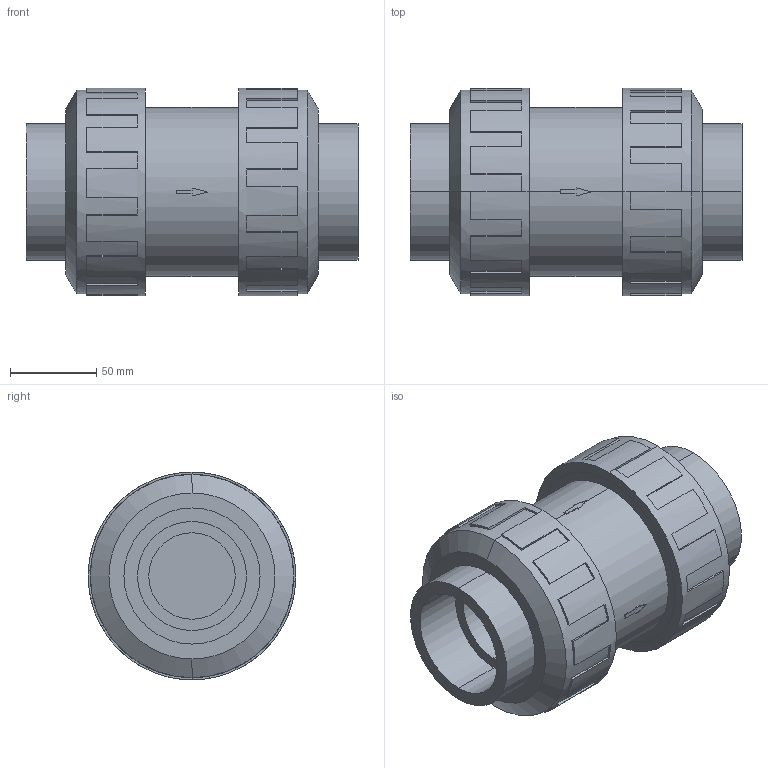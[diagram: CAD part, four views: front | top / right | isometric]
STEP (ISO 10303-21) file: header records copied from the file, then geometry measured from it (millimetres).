
FILE_DESCRIPTION(('STEP AP214'),'1');
FILE_NAME('cctmp_3F3E7FDD-5CFF-4337-B8F2-3FF9FADB563B_2021_10_22_09_36_14_0244..stp','2021-10-22T07:36:14',('Praher Valves GmbH'),('CADClick - www.CADClick.com'),'Spatial InterOp 3D',' ','unknown authorization');
FILE_SCHEMA(('AUTOMOTIVE_DESIGN'));
Length unit declared in the file: millimetre
Products named in the file (1): 121508
Bounding box: 192 x 120 x 120 mm (x, y, z)
Volume: 1387914.2 mm3; surface area: 174505.6 mm2
Topology: 1 solids, 1 shells, 210 faces, 550 edges, 362 vertices
Faces by surface type: plane 164, cylinder 42, cone 4
Entity records: 8220 total; most frequent: DIRECTION 1186, CARTESIAN_POINT 1123, ORIENTED_EDGE 1100, EDGE_CURVE 550, AXIS2_PLACEMENT_3D 425, VERTEX_POINT 362, LINE 336, VECTOR 336
